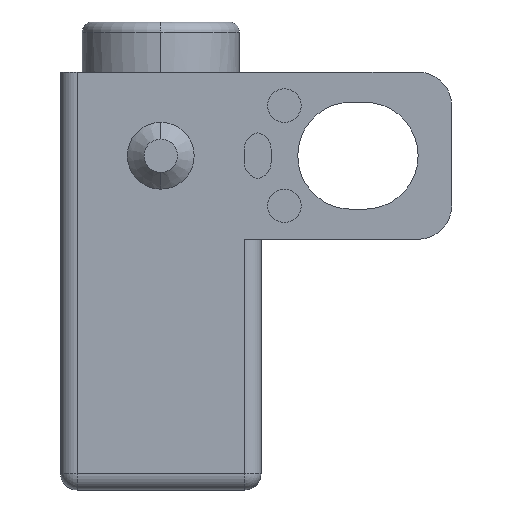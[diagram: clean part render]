
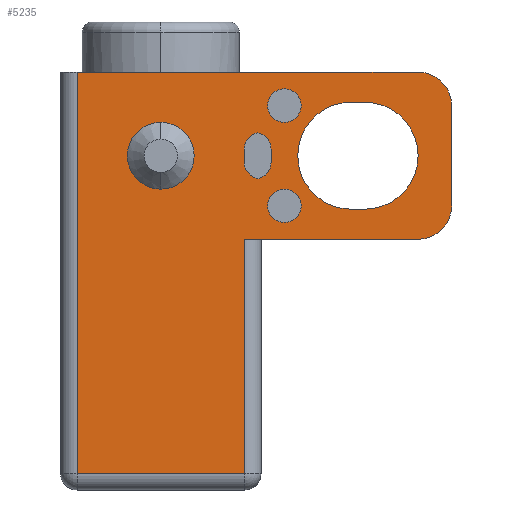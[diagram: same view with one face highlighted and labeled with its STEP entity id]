
A CAD part, left-side view. The second image highlights one B-rep face of the part: STEP entity #5235.
In plain terms, the highlighted planar face has unit normal (-1, 0, 0).
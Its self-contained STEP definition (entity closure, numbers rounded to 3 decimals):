
#2170=DIRECTION('',(0.,-1.,0.));
#2171=VECTOR('',#2170,5.);
#2172=CARTESIAN_POINT('',(-6.675,2.5,-5.5));
#2173=LINE('',#2172,#2171);
#2503=DIRECTION('',(0.,1.,0.));
#2504=VECTOR('',#2503,10.2);
#2505=CARTESIAN_POINT('',(-6.675,-7.7,6.5));
#2506=LINE('',#2505,#2504);
#2548=DIRECTION('',(0.,-1.,0.));
#2549=VECTOR('',#2548,5.2);
#2550=CARTESIAN_POINT('',(-6.675,-2.5,1.5));
#2551=LINE('',#2550,#2549);
#2565=CARTESIAN_POINT('',(-6.675,-7.7,5.5));
#2566=DIRECTION('',(1.,0.,0.));
#2567=DIRECTION('',(0.,0.,1.));
#2568=AXIS2_PLACEMENT_3D('',#2565,#2566,#2567);
#2570=DIRECTION('',(0.,0.,-1.));
#2571=VECTOR('',#2570,3.);
#2572=CARTESIAN_POINT('',(-6.675,-8.7,5.5));
#2573=LINE('',#2572,#2571);
#2574=CARTESIAN_POINT('',(-6.675,-7.7,2.5));
#2575=DIRECTION('',(1.,0.,0.));
#2576=DIRECTION('',(0.,-1.,0.));
#2577=AXIS2_PLACEMENT_3D('',#2574,#2575,#2576);
#2579=DIRECTION('',(0.,-1.,0.));
#2580=VECTOR('',#2579,0.4);
#2581=CARTESIAN_POINT('',(-6.675,-5.7,2.4));
#2582=LINE('',#2581,#2580);
#2583=CARTESIAN_POINT('',(-6.675,-6.1,4.));
#2584=DIRECTION('',(-1.,0.,0.));
#2585=DIRECTION('',(0.,0.,-1.));
#2586=AXIS2_PLACEMENT_3D('',#2583,#2584,#2585);
#2588=DIRECTION('',(0.,1.,0.));
#2589=VECTOR('',#2588,0.4);
#2590=CARTESIAN_POINT('',(-6.675,-6.1,5.6));
#2591=LINE('',#2590,#2589);
#2592=CARTESIAN_POINT('',(-6.675,-5.7,4.));
#2593=DIRECTION('',(-1.,0.,0.));
#2594=DIRECTION('',(0.,0.,1.));
#2595=AXIS2_PLACEMENT_3D('',#2592,#2593,#2594);
#2597=CARTESIAN_POINT('',(-6.675,-3.7,5.5));
#2598=DIRECTION('',(-1.,0.,0.));
#2599=DIRECTION('',(0.,0.,-1.));
#2600=AXIS2_PLACEMENT_3D('',#2597,#2598,#2599);
#2602=CARTESIAN_POINT('',(-6.675,-3.7,5.5));
#2603=DIRECTION('',(-1.,0.,0.));
#2604=DIRECTION('',(0.,0.,1.));
#2605=AXIS2_PLACEMENT_3D('',#2602,#2603,#2604);
#2607=CARTESIAN_POINT('',(-6.675,-3.7,2.5));
#2608=DIRECTION('',(-1.,0.,0.));
#2609=DIRECTION('',(0.,0.,-1.));
#2610=AXIS2_PLACEMENT_3D('',#2607,#2608,#2609);
#2612=CARTESIAN_POINT('',(-6.675,-3.7,2.5));
#2613=DIRECTION('',(-1.,0.,0.));
#2614=DIRECTION('',(0.,0.,1.));
#2615=AXIS2_PLACEMENT_3D('',#2612,#2613,#2614);
#2617=DIRECTION('',(0.,0.,-1.));
#2618=VECTOR('',#2617,0.4);
#2619=CARTESIAN_POINT('',(-6.675,-2.5,4.2));
#2620=LINE('',#2619,#2618);
#2621=CARTESIAN_POINT('',(-6.675,-3.,3.8));
#2622=DIRECTION('',(-1.,0.,0.));
#2623=DIRECTION('',(0.,1.,0.));
#2624=AXIS2_PLACEMENT_3D('',#2621,#2622,#2623);
#2626=CARTESIAN_POINT('',(-6.675,-2.8,3.8));
#2627=DIRECTION('',(-1.,0.,0.));
#2628=DIRECTION('',(0.,-0.2,-0.98));
#2629=AXIS2_PLACEMENT_3D('',#2626,#2627,#2628);
#2631=DIRECTION('',(0.,0.,1.));
#2632=VECTOR('',#2631,0.4);
#2633=CARTESIAN_POINT('',(-6.675,-3.3,3.8));
#2634=LINE('',#2633,#2632);
#2635=CARTESIAN_POINT('',(-6.675,-2.8,4.2));
#2636=DIRECTION('',(-1.,0.,0.));
#2637=DIRECTION('',(0.,-1.,0.));
#2638=AXIS2_PLACEMENT_3D('',#2635,#2636,#2637);
#2640=CARTESIAN_POINT('',(-6.675,-3.,4.2));
#2641=DIRECTION('',(-1.,0.,0.));
#2642=DIRECTION('',(0.,0.2,0.98));
#2643=AXIS2_PLACEMENT_3D('',#2640,#2641,#2642);
#2645=CARTESIAN_POINT('',(-6.675,0.,4.));
#2646=DIRECTION('',(-1.,0.,0.));
#2647=DIRECTION('',(0.,0.,-1.));
#2648=AXIS2_PLACEMENT_3D('',#2645,#2646,#2647);
#2650=CARTESIAN_POINT('',(-6.675,0.,4.));
#2651=DIRECTION('',(-1.,0.,0.));
#2652=DIRECTION('',(0.,0.,1.));
#2653=AXIS2_PLACEMENT_3D('',#2650,#2651,#2652);
#2655=DIRECTION('',(0.,0.,1.));
#2656=VECTOR('',#2655,7.);
#2657=CARTESIAN_POINT('',(-6.675,-2.5,-5.5));
#2658=LINE('',#2657,#2656);
#2663=DIRECTION('',(0.,0.,-1.));
#2664=VECTOR('',#2663,12.);
#2665=CARTESIAN_POINT('',(-6.675,2.5,6.5));
#2666=LINE('',#2665,#2664);
#3492=CARTESIAN_POINT('',(-6.675,2.5,-5.5));
#3493=VERTEX_POINT('',#3492);
#3494=CARTESIAN_POINT('',(-6.675,-2.5,-5.5));
#3495=VERTEX_POINT('',#3494);
#3496=CARTESIAN_POINT('',(-6.675,-2.5,1.5));
#3497=VERTEX_POINT('',#3496);
#3498=CARTESIAN_POINT('',(-6.675,2.5,6.5));
#3499=VERTEX_POINT('',#3498);
#3500=CARTESIAN_POINT('',(-6.675,-7.7,6.5));
#3501=VERTEX_POINT('',#3500);
#3502=CARTESIAN_POINT('',(-6.675,-8.7,5.5));
#3503=VERTEX_POINT('',#3502);
#3504=CARTESIAN_POINT('',(-6.675,-8.7,2.5));
#3505=VERTEX_POINT('',#3504);
#3506=CARTESIAN_POINT('',(-6.675,-7.7,1.5));
#3507=VERTEX_POINT('',#3506);
#3508=CARTESIAN_POINT('',(-6.675,-5.7,2.4));
#3509=CARTESIAN_POINT('',(-6.675,-6.1,2.4));
#3510=VERTEX_POINT('',#3508);
#3511=VERTEX_POINT('',#3509);
#3512=CARTESIAN_POINT('',(-6.675,-6.1,5.6));
#3513=VERTEX_POINT('',#3512);
#3514=CARTESIAN_POINT('',(-6.675,-5.7,5.6));
#3515=VERTEX_POINT('',#3514);
#3516=CARTESIAN_POINT('',(-6.675,-3.7,5.));
#3517=CARTESIAN_POINT('',(-6.675,-3.7,6.));
#3518=VERTEX_POINT('',#3516);
#3519=VERTEX_POINT('',#3517);
#3520=CARTESIAN_POINT('',(-6.675,-3.7,2.));
#3521=CARTESIAN_POINT('',(-6.675,-3.7,3.));
#3522=VERTEX_POINT('',#3520);
#3523=VERTEX_POINT('',#3521);
#3524=CARTESIAN_POINT('',(-6.675,-2.5,4.2));
#3525=CARTESIAN_POINT('',(-6.675,-2.5,3.8));
#3526=VERTEX_POINT('',#3524);
#3527=VERTEX_POINT('',#3525);
#3528=CARTESIAN_POINT('',(-6.675,-2.9,3.31));
#3529=VERTEX_POINT('',#3528);
#3530=CARTESIAN_POINT('',(-6.675,-3.3,3.8));
#3531=VERTEX_POINT('',#3530);
#3532=CARTESIAN_POINT('',(-6.675,-3.3,4.2));
#3533=VERTEX_POINT('',#3532);
#3534=CARTESIAN_POINT('',(-6.675,-2.9,4.69));
#3535=VERTEX_POINT('',#3534);
#3536=CARTESIAN_POINT('',(-6.675,0.,3.));
#3537=CARTESIAN_POINT('',(-6.675,0.,5.));
#3538=VERTEX_POINT('',#3536);
#3539=VERTEX_POINT('',#3537);
#5173=CARTESIAN_POINT('',(-6.675,-3.,6.));
#5174=DIRECTION('',(1.,0.,0.));
#5175=DIRECTION('',(0.,0.,-1.));
#5176=AXIS2_PLACEMENT_3D('',#5173,#5174,#5175);
#5177=PLANE('',#5176);
#5179=ORIENTED_EDGE('',*,*,#5178,.F.);
#5180=ORIENTED_EDGE('',*,*,#4634,.F.);
#5182=ORIENTED_EDGE('',*,*,#5181,.F.);
#5183=ORIENTED_EDGE('',*,*,#5115,.F.);
#5185=ORIENTED_EDGE('',*,*,#5184,.T.);
#5187=ORIENTED_EDGE('',*,*,#5186,.T.);
#5189=ORIENTED_EDGE('',*,*,#5188,.T.);
#5190=ORIENTED_EDGE('',*,*,#5162,.F.);
#5191=EDGE_LOOP('',(#5179,#5180,#5182,#5183,#5185,#5187,#5189,#5190));
#5192=FACE_OUTER_BOUND('',#5191,.F.);
#5194=ORIENTED_EDGE('',*,*,#5193,.T.);
#5196=ORIENTED_EDGE('',*,*,#5195,.T.);
#5198=ORIENTED_EDGE('',*,*,#5197,.T.);
#5200=ORIENTED_EDGE('',*,*,#5199,.T.);
#5201=EDGE_LOOP('',(#5194,#5196,#5198,#5200));
#5202=FACE_BOUND('',#5201,.F.);
#5204=ORIENTED_EDGE('',*,*,#5203,.T.);
#5206=ORIENTED_EDGE('',*,*,#5205,.T.);
#5207=EDGE_LOOP('',(#5204,#5206));
#5208=FACE_BOUND('',#5207,.F.);
#5210=ORIENTED_EDGE('',*,*,#5209,.T.);
#5212=ORIENTED_EDGE('',*,*,#5211,.T.);
#5213=EDGE_LOOP('',(#5210,#5212));
#5214=FACE_BOUND('',#5213,.F.);
#5216=ORIENTED_EDGE('',*,*,#5215,.T.);
#5218=ORIENTED_EDGE('',*,*,#5217,.T.);
#5220=ORIENTED_EDGE('',*,*,#5219,.T.);
#5222=ORIENTED_EDGE('',*,*,#5221,.T.);
#5224=ORIENTED_EDGE('',*,*,#5223,.T.);
#5226=ORIENTED_EDGE('',*,*,#5225,.T.);
#5227=EDGE_LOOP('',(#5216,#5218,#5220,#5222,#5224,#5226));
#5228=FACE_BOUND('',#5227,.F.);
#5230=ORIENTED_EDGE('',*,*,#5229,.T.);
#5232=ORIENTED_EDGE('',*,*,#5231,.T.);
#5233=EDGE_LOOP('',(#5230,#5232));
#5234=FACE_BOUND('',#5233,.F.);
#2569=CIRCLE('',#2568,1.);
#2578=CIRCLE('',#2577,1.);
#2587=CIRCLE('',#2586,1.6);
#2596=CIRCLE('',#2595,1.6);
#2601=CIRCLE('',#2600,0.5);
#2606=CIRCLE('',#2605,0.5);
#2611=CIRCLE('',#2610,0.5);
#2616=CIRCLE('',#2615,0.5);
#2625=CIRCLE('',#2624,0.5);
#2630=CIRCLE('',#2629,0.5);
#2639=CIRCLE('',#2638,0.5);
#2644=CIRCLE('',#2643,0.5);
#2649=CIRCLE('',#2648,1.);
#2654=CIRCLE('',#2653,1.);
#4634=EDGE_CURVE('',#3493,#3495,#2173,.T.);
#5115=EDGE_CURVE('',#3501,#3499,#2506,.T.);
#5162=EDGE_CURVE('',#3497,#3507,#2551,.T.);
#5178=EDGE_CURVE('',#3495,#3497,#2658,.T.);
#5181=EDGE_CURVE('',#3499,#3493,#2666,.T.);
#5184=EDGE_CURVE('',#3501,#3503,#2569,.T.);
#5186=EDGE_CURVE('',#3503,#3505,#2573,.T.);
#5188=EDGE_CURVE('',#3505,#3507,#2578,.T.);
#5193=EDGE_CURVE('',#3510,#3511,#2582,.T.);
#5195=EDGE_CURVE('',#3511,#3513,#2587,.T.);
#5197=EDGE_CURVE('',#3513,#3515,#2591,.T.);
#5199=EDGE_CURVE('',#3515,#3510,#2596,.T.);
#5203=EDGE_CURVE('',#3518,#3519,#2601,.T.);
#5205=EDGE_CURVE('',#3519,#3518,#2606,.T.);
#5209=EDGE_CURVE('',#3522,#3523,#2611,.T.);
#5211=EDGE_CURVE('',#3523,#3522,#2616,.T.);
#5215=EDGE_CURVE('',#3526,#3527,#2620,.T.);
#5217=EDGE_CURVE('',#3527,#3529,#2625,.T.);
#5219=EDGE_CURVE('',#3529,#3531,#2630,.T.);
#5221=EDGE_CURVE('',#3531,#3533,#2634,.T.);
#5223=EDGE_CURVE('',#3533,#3535,#2639,.T.);
#5225=EDGE_CURVE('',#3535,#3526,#2644,.T.);
#5229=EDGE_CURVE('',#3538,#3539,#2649,.T.);
#5231=EDGE_CURVE('',#3539,#3538,#2654,.T.);
#5235=ADVANCED_FACE('',(#5192,#5202,#5208,#5214,#5228,#5234),#5177,.F.);
